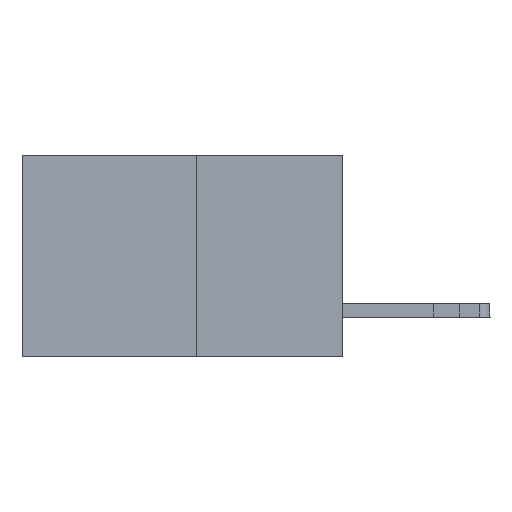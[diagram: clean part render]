
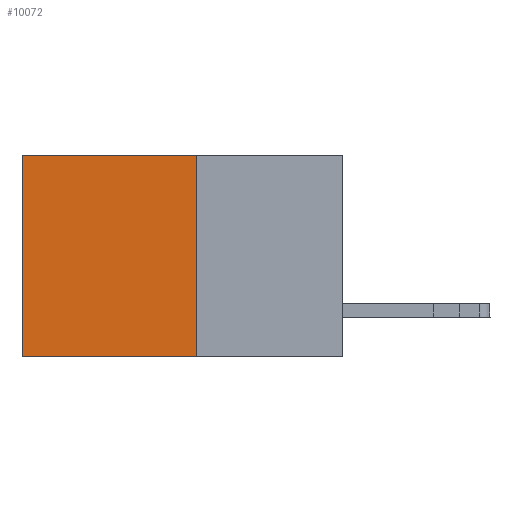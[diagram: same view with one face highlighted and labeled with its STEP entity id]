
A CAD part, left-side view. The second image highlights one B-rep face of the part: STEP entity #10072.
In plain terms, the highlighted planar face has unit normal (-1, 0, 0).
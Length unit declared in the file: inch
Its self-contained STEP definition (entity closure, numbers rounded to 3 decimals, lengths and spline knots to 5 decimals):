
#237 = EDGE_CURVE ( 'NONE', #9659, #2295, #14386, .T. ) ;
#770 = DIRECTION ( 'NONE',  ( 0., 1., 0. ) ) ;
#1570 = EDGE_CURVE ( 'NONE', #9659, #12179, #11405, .T. ) ;
#1571 = CARTESIAN_POINT ( 'NONE',  ( 0.277, 0.59, -0.37 ) ) ;
#1624 = VERTEX_POINT ( 'NONE', #1571 ) ;
#2124 = LINE ( 'NONE', #8306, #13071 ) ;
#2295 = VERTEX_POINT ( 'NONE', #13479 ) ;
#2342 = ORIENTED_EDGE ( 'NONE', *, *, #237, .F. ) ;
#2613 = ORIENTED_EDGE ( 'NONE', *, *, #14755, .F. ) ;
#4287 = VECTOR ( 'NONE', #11943, 39.37008 ) ;
#4305 = ORIENTED_EDGE ( 'NONE', *, *, #13841, .T. ) ;
#5708 = DIRECTION ( 'NONE',  ( 0., 0., -1. ) ) ;
#6031 = DIRECTION ( 'NONE',  ( 1., 0., 0. ) ) ;
#6337 = VECTOR ( 'NONE', #770, 39.37008 ) ;
#7707 = AXIS2_PLACEMENT_3D ( 'NONE', #14346, #6031, #5708 ) ;
#8177 = ORIENTED_EDGE ( 'NONE', *, *, #1570, .T. ) ;
#8241 = CARTESIAN_POINT ( 'NONE',  ( 0.277, 0.27, -0.37 ) ) ;
#8306 = CARTESIAN_POINT ( 'NONE',  ( 0.277, 0.59, -0.37 ) ) ;
#8592 = VECTOR ( 'NONE', #13685, 39.37008 ) ;
#9659 = VERTEX_POINT ( 'NONE', #14440 ) ;
#9689 = EDGE_LOOP ( 'NONE', ( #4305, #2613, #2342, #8177 ) ) ;
#10072 = ADVANCED_FACE ( 'NONE', ( #14657 ), #11903, .F. ) ;
#10253 = CARTESIAN_POINT ( 'NONE',  ( 0.277, 0.59, 0. ) ) ;
#11405 = LINE ( 'NONE', #13928, #8592 ) ;
#11822 = LINE ( 'NONE', #8241, #6337 ) ;
#11903 = PLANE ( 'NONE',  #7707 ) ;
#11943 = DIRECTION ( 'NONE',  ( 0., 0., -1. ) ) ;
#12179 = VERTEX_POINT ( 'NONE', #10253 ) ;
#13071 = VECTOR ( 'NONE', #13272, 39.37008 ) ;
#13163 = CARTESIAN_POINT ( 'NONE',  ( 0.277, 0.27, -0.37 ) ) ;
#13272 = DIRECTION ( 'NONE',  ( 0., 0., -1. ) ) ;
#13479 = CARTESIAN_POINT ( 'NONE',  ( 0.277, 0.27, -0.37 ) ) ;
#13685 = DIRECTION ( 'NONE',  ( 0., 1., 0. ) ) ;
#13841 = EDGE_CURVE ( 'NONE', #12179, #1624, #2124, .T. ) ;
#13928 = CARTESIAN_POINT ( 'NONE',  ( 0.277, 0.27, 0. ) ) ;
#14346 = CARTESIAN_POINT ( 'NONE',  ( 0.277, 0.27, -0.37 ) ) ;
#14386 = LINE ( 'NONE', #13163, #4287 ) ;
#14440 = CARTESIAN_POINT ( 'NONE',  ( 0.277, 0.27, 0. ) ) ;
#14657 = FACE_OUTER_BOUND ( 'NONE', #9689, .T. ) ;
#14755 = EDGE_CURVE ( 'NONE', #2295, #1624, #11822, .T. ) ;
